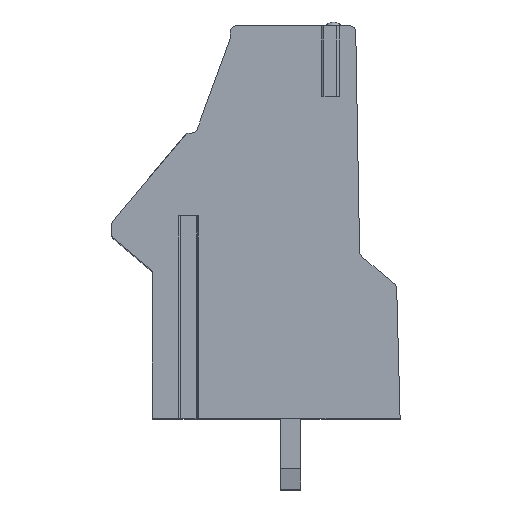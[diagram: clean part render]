
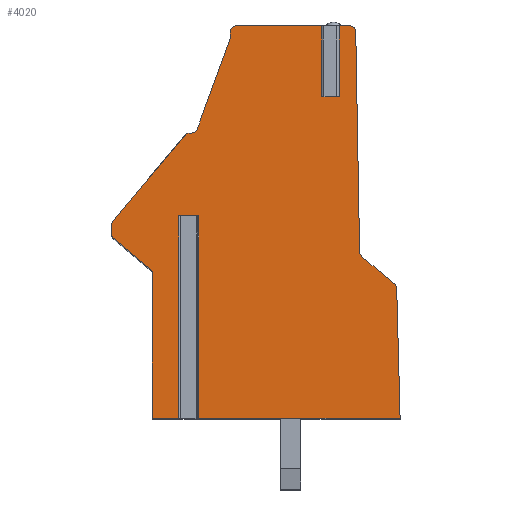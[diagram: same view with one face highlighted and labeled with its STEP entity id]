
A CAD part, top view. The second image highlights one B-rep face of the part: STEP entity #4020.
In plain terms, the highlighted planar face has unit normal (0, 0, 1).
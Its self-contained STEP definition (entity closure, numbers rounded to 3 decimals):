
#13=DIRECTION('',(-1.,0.,0.));
#14=VECTOR('',#13,0.55);
#15=CARTESIAN_POINT('',(3.708,6.127,27.94));
#16=LINE('',#15,#14);
#17=DIRECTION('',(0.,-1.,0.));
#18=VECTOR('',#17,3.5);
#19=CARTESIAN_POINT('',(3.708,9.627,27.94));
#20=LINE('',#19,#18);
#21=DIRECTION('',(-1.,0.,0.));
#22=VECTOR('',#21,0.682);
#23=CARTESIAN_POINT('',(4.39,9.627,27.94));
#24=LINE('',#23,#22);
#25=CARTESIAN_POINT('',(4.39,9.327,27.94));
#26=DIRECTION('',(0.,0.,1.));
#27=DIRECTION('',(1.,0.017,0.));
#28=AXIS2_PLACEMENT_3D('',#25,#26,#27);
#30=DIRECTION('',(-0.017,1.,0.));
#31=VECTOR('',#30,10.885);
#32=CARTESIAN_POINT('',(4.88,-1.552,27.94));
#33=LINE('',#32,#31);
#34=CARTESIAN_POINT('',(5.18,-1.546,27.94));
#35=DIRECTION('',(0.,0.,-1.));
#36=DIRECTION('',(-0.643,-0.766,0.));
#37=AXIS2_PLACEMENT_3D('',#34,#35,#36);
#39=DIRECTION('',(-0.766,0.643,0.));
#40=VECTOR('',#39,2.116);
#41=CARTESIAN_POINT('',(6.608,-3.137,27.94));
#42=LINE('',#41,#40);
#43=CARTESIAN_POINT('',(6.415,-3.366,27.94));
#44=DIRECTION('',(0.,0.,1.));
#45=DIRECTION('',(1.,0.029,0.));
#46=AXIS2_PLACEMENT_3D('',#43,#44,#45);
#48=DIRECTION('',(-0.026,1.,0.));
#49=VECTOR('',#48,6.418);
#50=CARTESIAN_POINT('',(6.883,-9.773,27.94));
#51=LINE('',#50,#49);
#52=DIRECTION('',(1.,0.,0.));
#53=VECTOR('',#52,9.952);
#54=CARTESIAN_POINT('',(-3.069,-9.773,27.94));
#55=LINE('',#54,#53);
#56=DIRECTION('',(0.,-1.,0.));
#57=VECTOR('',#56,10.);
#58=CARTESIAN_POINT('',(-3.069,0.227,27.94));
#59=LINE('',#58,#57);
#60=DIRECTION('',(-1.,0.,0.));
#61=VECTOR('',#60,0.996);
#62=CARTESIAN_POINT('',(-3.069,0.227,27.94));
#63=LINE('',#62,#61);
#64=DIRECTION('',(0.,-1.,0.));
#65=VECTOR('',#64,10.);
#66=CARTESIAN_POINT('',(-4.065,0.227,27.94));
#67=LINE('',#66,#65);
#68=DIRECTION('',(1.,0.,0.));
#69=VECTOR('',#68,1.302);
#70=CARTESIAN_POINT('',(-5.367,-9.773,27.94));
#71=LINE('',#70,#69);
#72=DIRECTION('',(0.,-1.,0.));
#73=VECTOR('',#72,7.198);
#74=CARTESIAN_POINT('',(-5.367,-2.576,27.94));
#75=LINE('',#74,#73);
#76=CARTESIAN_POINT('',(-5.567,-2.576,27.94));
#77=DIRECTION('',(0.,0.,-1.));
#78=DIRECTION('',(0.643,0.766,0.));
#79=AXIS2_PLACEMENT_3D('',#76,#77,#78);
#81=DIRECTION('',(0.766,-0.643,0.));
#82=VECTOR('',#81,2.424);
#83=CARTESIAN_POINT('',(-7.295,-0.864,27.94));
#84=LINE('',#83,#82);
#85=CARTESIAN_POINT('',(-7.167,-0.711,27.94));
#86=DIRECTION('',(0.,0.,1.));
#87=DIRECTION('',(-1.,0.,0.));
#88=AXIS2_PLACEMENT_3D('',#85,#86,#87);
#90=DIRECTION('',(0.,-1.,0.));
#91=VECTOR('',#90,0.52);
#92=CARTESIAN_POINT('',(-7.367,-0.191,27.94));
#93=LINE('',#92,#91);
#94=CARTESIAN_POINT('',(-7.067,-0.191,27.94));
#95=DIRECTION('',(0.,0.,1.));
#96=DIRECTION('',(-0.766,0.643,0.));
#97=AXIS2_PLACEMENT_3D('',#94,#95,#96);
#99=DIRECTION('',(-0.643,-0.766,0.));
#100=VECTOR('',#99,5.645);
#101=CARTESIAN_POINT('',(-3.668,4.327,27.94));
#102=LINE('',#101,#100);
#103=DIRECTION('',(-1.,0.,0.));
#104=VECTOR('',#103,0.236);
#105=CARTESIAN_POINT('',(-3.432,4.327,27.94));
#106=LINE('',#105,#104);
#107=CARTESIAN_POINT('',(-3.432,4.627,27.94));
#108=DIRECTION('',(0.,0.,-1.));
#109=DIRECTION('',(0.94,-0.342,0.));
#110=AXIS2_PLACEMENT_3D('',#107,#108,#109);
#112=DIRECTION('',(-0.342,-0.94,0.));
#113=VECTOR('',#112,4.782);
#114=CARTESIAN_POINT('',(-1.515,9.018,27.94));
#115=LINE('',#114,#113);
#116=DIRECTION('',(0.,-1.,0.));
#117=VECTOR('',#116,0.309);
#118=CARTESIAN_POINT('',(-1.515,9.327,27.94));
#119=LINE('',#118,#117);
#120=CARTESIAN_POINT('',(-1.215,9.327,27.94));
#121=DIRECTION('',(0.,0.,1.));
#122=DIRECTION('',(0.,1.,0.));
#123=AXIS2_PLACEMENT_3D('',#120,#121,#122);
#125=DIRECTION('',(-1.,0.,0.));
#126=VECTOR('',#125,4.373);
#127=CARTESIAN_POINT('',(3.158,9.627,27.94));
#128=LINE('',#127,#126);
#129=DIRECTION('',(0.,-1.,0.));
#130=VECTOR('',#129,3.5);
#131=CARTESIAN_POINT('',(3.158,9.627,27.94));
#132=LINE('',#131,#130);
#3105=CARTESIAN_POINT('',(6.883,-9.773,27.94));
#3106=CARTESIAN_POINT('',(6.715,-3.358,27.94));
#3107=VERTEX_POINT('',#3105);
#3108=VERTEX_POINT('',#3106);
#3109=CARTESIAN_POINT('',(6.608,-3.137,27.94));
#3110=VERTEX_POINT('',#3109);
#3111=CARTESIAN_POINT('',(4.987,-1.776,27.94));
#3112=VERTEX_POINT('',#3111);
#3113=CARTESIAN_POINT('',(4.88,-1.552,27.94));
#3114=VERTEX_POINT('',#3113);
#3115=CARTESIAN_POINT('',(4.69,9.332,27.94));
#3116=VERTEX_POINT('',#3115);
#3117=CARTESIAN_POINT('',(4.39,9.627,27.94));
#3118=VERTEX_POINT('',#3117);
#3119=CARTESIAN_POINT('',(-1.215,9.627,27.94));
#3120=CARTESIAN_POINT('',(-1.515,9.327,27.94));
#3121=VERTEX_POINT('',#3119);
#3122=VERTEX_POINT('',#3120);
#3123=CARTESIAN_POINT('',(-1.515,9.018,27.94));
#3124=VERTEX_POINT('',#3123);
#3125=CARTESIAN_POINT('',(-3.15,4.524,27.94));
#3126=VERTEX_POINT('',#3125);
#3127=CARTESIAN_POINT('',(-3.432,4.327,27.94));
#3128=VERTEX_POINT('',#3127);
#3129=CARTESIAN_POINT('',(-3.668,4.327,27.94));
#3130=VERTEX_POINT('',#3129);
#3131=CARTESIAN_POINT('',(-7.297,0.002,27.94));
#3132=VERTEX_POINT('',#3131);
#3133=CARTESIAN_POINT('',(-7.367,-0.191,27.94));
#3134=VERTEX_POINT('',#3133);
#3135=CARTESIAN_POINT('',(-7.367,-0.711,27.94));
#3136=VERTEX_POINT('',#3135);
#3137=CARTESIAN_POINT('',(-7.295,-0.864,27.94));
#3138=VERTEX_POINT('',#3137);
#3139=CARTESIAN_POINT('',(-5.438,-2.422,27.94));
#3140=VERTEX_POINT('',#3139);
#3141=CARTESIAN_POINT('',(-5.367,-2.576,27.94));
#3142=VERTEX_POINT('',#3141);
#3143=CARTESIAN_POINT('',(-5.367,-9.773,27.94));
#3144=VERTEX_POINT('',#3143);
#3245=CARTESIAN_POINT('',(-3.069,0.227,27.94));
#3246=CARTESIAN_POINT('',(-4.065,0.227,27.94));
#3247=VERTEX_POINT('',#3245);
#3248=VERTEX_POINT('',#3246);
#3249=CARTESIAN_POINT('',(-3.069,-9.773,27.94));
#3250=VERTEX_POINT('',#3249);
#3251=CARTESIAN_POINT('',(-4.065,-9.773,27.94));
#3252=VERTEX_POINT('',#3251);
#3289=CARTESIAN_POINT('',(3.708,6.127,27.94));
#3290=CARTESIAN_POINT('',(3.158,6.127,27.94));
#3291=VERTEX_POINT('',#3289);
#3292=VERTEX_POINT('',#3290);
#3293=CARTESIAN_POINT('',(3.158,9.627,27.94));
#3294=VERTEX_POINT('',#3293);
#3295=CARTESIAN_POINT('',(3.708,9.627,27.94));
#3296=VERTEX_POINT('',#3295);
#3957=CARTESIAN_POINT('',(0.,0.,27.94));
#3958=DIRECTION('',(0.,0.,1.));
#3959=DIRECTION('',(1.,0.,0.));
#3960=AXIS2_PLACEMENT_3D('',#3957,#3958,#3959);
#3961=PLANE('',#3960);
#3963=ORIENTED_EDGE('',*,*,#3962,.F.);
#3965=ORIENTED_EDGE('',*,*,#3964,.F.);
#3967=ORIENTED_EDGE('',*,*,#3966,.F.);
#3969=ORIENTED_EDGE('',*,*,#3968,.F.);
#3971=ORIENTED_EDGE('',*,*,#3970,.F.);
#3973=ORIENTED_EDGE('',*,*,#3972,.F.);
#3975=ORIENTED_EDGE('',*,*,#3974,.F.);
#3977=ORIENTED_EDGE('',*,*,#3976,.F.);
#3979=ORIENTED_EDGE('',*,*,#3978,.F.);
#3981=ORIENTED_EDGE('',*,*,#3980,.F.);
#3983=ORIENTED_EDGE('',*,*,#3982,.F.);
#3985=ORIENTED_EDGE('',*,*,#3984,.T.);
#3987=ORIENTED_EDGE('',*,*,#3986,.T.);
#3989=ORIENTED_EDGE('',*,*,#3988,.F.);
#3991=ORIENTED_EDGE('',*,*,#3990,.F.);
#3993=ORIENTED_EDGE('',*,*,#3992,.F.);
#3995=ORIENTED_EDGE('',*,*,#3994,.F.);
#3997=ORIENTED_EDGE('',*,*,#3996,.F.);
#3999=ORIENTED_EDGE('',*,*,#3998,.F.);
#4001=ORIENTED_EDGE('',*,*,#4000,.F.);
#4003=ORIENTED_EDGE('',*,*,#4002,.F.);
#4005=ORIENTED_EDGE('',*,*,#4004,.F.);
#4007=ORIENTED_EDGE('',*,*,#4006,.F.);
#4009=ORIENTED_EDGE('',*,*,#4008,.F.);
#4011=ORIENTED_EDGE('',*,*,#4010,.F.);
#4013=ORIENTED_EDGE('',*,*,#4012,.F.);
#4015=ORIENTED_EDGE('',*,*,#4014,.F.);
#4017=ORIENTED_EDGE('',*,*,#4016,.T.);
#4018=EDGE_LOOP('',(#3963,#3965,#3967,#3969,#3971,#3973,#3975,#3977,#3979,#3981,
#3983,#3985,#3987,#3989,#3991,#3993,#3995,#3997,#3999,#4001,#4003,#4005,#4007,
#4009,#4011,#4013,#4015,#4017));
#4019=FACE_OUTER_BOUND('',#4018,.F.);
#29=CIRCLE('',#28,0.3);
#38=CIRCLE('',#37,0.3);
#47=CIRCLE('',#46,0.3);
#80=CIRCLE('',#79,0.2);
#89=CIRCLE('',#88,0.2);
#98=CIRCLE('',#97,0.3);
#111=CIRCLE('',#110,0.3);
#124=CIRCLE('',#123,0.3);
#3962=EDGE_CURVE('',#3291,#3292,#16,.T.);
#3964=EDGE_CURVE('',#3296,#3291,#20,.T.);
#3966=EDGE_CURVE('',#3118,#3296,#24,.T.);
#3968=EDGE_CURVE('',#3116,#3118,#29,.T.);
#3970=EDGE_CURVE('',#3114,#3116,#33,.T.);
#3972=EDGE_CURVE('',#3112,#3114,#38,.T.);
#3974=EDGE_CURVE('',#3110,#3112,#42,.T.);
#3976=EDGE_CURVE('',#3108,#3110,#47,.T.);
#3978=EDGE_CURVE('',#3107,#3108,#51,.T.);
#3980=EDGE_CURVE('',#3250,#3107,#55,.T.);
#3982=EDGE_CURVE('',#3247,#3250,#59,.T.);
#3984=EDGE_CURVE('',#3247,#3248,#63,.T.);
#3986=EDGE_CURVE('',#3248,#3252,#67,.T.);
#3988=EDGE_CURVE('',#3144,#3252,#71,.T.);
#3990=EDGE_CURVE('',#3142,#3144,#75,.T.);
#3992=EDGE_CURVE('',#3140,#3142,#80,.T.);
#3994=EDGE_CURVE('',#3138,#3140,#84,.T.);
#3996=EDGE_CURVE('',#3136,#3138,#89,.T.);
#3998=EDGE_CURVE('',#3134,#3136,#93,.T.);
#4000=EDGE_CURVE('',#3132,#3134,#98,.T.);
#4002=EDGE_CURVE('',#3130,#3132,#102,.T.);
#4004=EDGE_CURVE('',#3128,#3130,#106,.T.);
#4006=EDGE_CURVE('',#3126,#3128,#111,.T.);
#4008=EDGE_CURVE('',#3124,#3126,#115,.T.);
#4010=EDGE_CURVE('',#3122,#3124,#119,.T.);
#4012=EDGE_CURVE('',#3121,#3122,#124,.T.);
#4014=EDGE_CURVE('',#3294,#3121,#128,.T.);
#4016=EDGE_CURVE('',#3294,#3292,#132,.T.);
#4020=ADVANCED_FACE('',(#4019),#3961,.T.);
